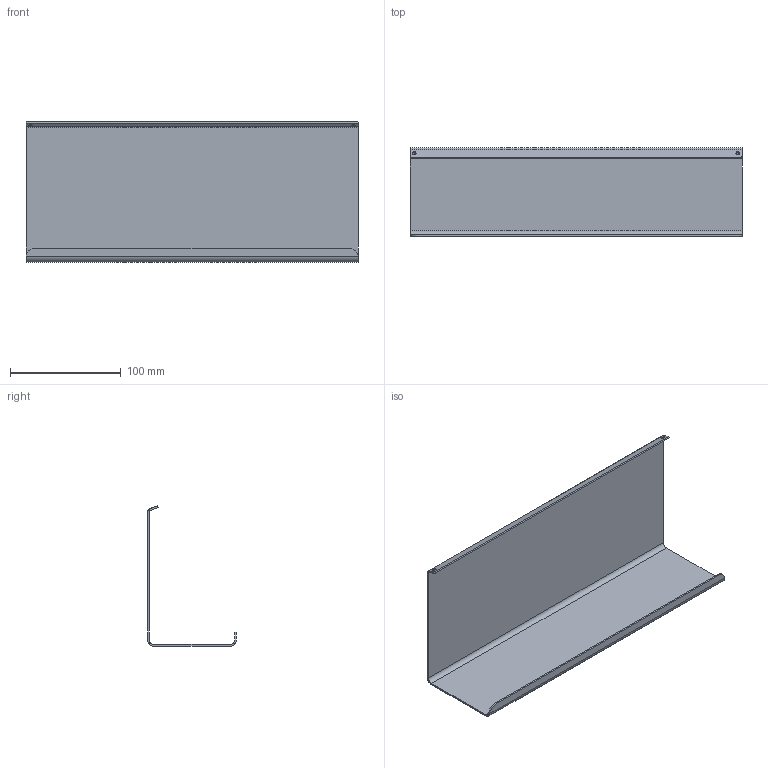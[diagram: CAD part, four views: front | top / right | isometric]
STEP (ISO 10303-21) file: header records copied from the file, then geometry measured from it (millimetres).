
FILE_DESCRIPTION(('STEP AP214'),'1');
FILE_NAME('8041222 transFORM Ablage 3.STP','2023-11-23T10:35:19',(' '),(' '),'Spatial InterOp 3D',' ',' ');
FILE_SCHEMA(('AUTOMOTIVE_DESIGN { 1 0 10303 214 1 1 1 1 }'));
Length unit declared in the file: millimetre
Products named in the file (1): Ablage f_r Tablet TransForm+
Bounding box: 300 x 80 x 126.73 mm (x, y, z)
Volume: 97593.1 mm3; surface area: 131691.8 mm2
Topology: 1 solids, 1 shells, 26 faces, 74 edges, 50 vertices
Faces by surface type: cylinder 14, plane 12
Entity records: 902 total; most frequent: CARTESIAN_POINT 163, DIRECTION 154, ORIENTED_EDGE 148, EDGE_CURVE 74, AXIS2_PLACEMENT_3D 57, VERTEX_POINT 50, LINE 40, VECTOR 40
